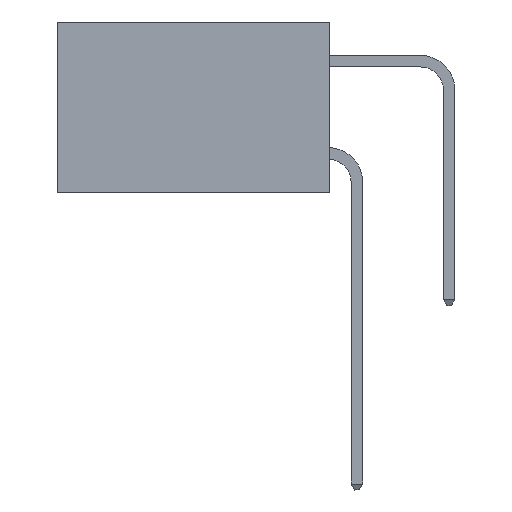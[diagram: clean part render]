
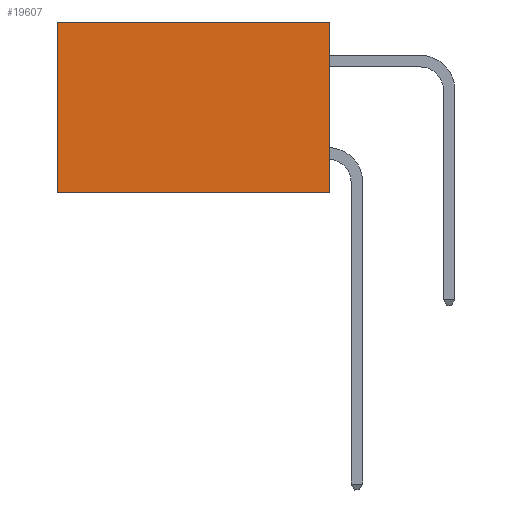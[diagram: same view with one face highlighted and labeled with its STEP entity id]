
A CAD part, left-side view. The second image highlights one B-rep face of the part: STEP entity #19607.
In plain terms, the highlighted planar face has unit normal (-1, 0, 0).
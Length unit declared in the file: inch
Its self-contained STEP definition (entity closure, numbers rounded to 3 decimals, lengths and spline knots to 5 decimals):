
#67 = EDGE_CURVE ( 'NONE', #9020, #19784, #3648, .T. ) ;
#511 = DIRECTION ( 'NONE',  ( 0., 1., 0. ) ) ;
#812 = LINE ( 'NONE', #3538, #7766 ) ;
#2314 = ORIENTED_EDGE ( 'NONE', *, *, #24776, .T. ) ;
#2740 = LINE ( 'NONE', #23415, #14483 ) ;
#3538 = CARTESIAN_POINT ( 'NONE',  ( 0.277, 0.59, -0.37 ) ) ;
#3648 = LINE ( 'NONE', #9363, #14075 ) ;
#4420 = VECTOR ( 'NONE', #19496, 39.37008 ) ;
#5051 = CARTESIAN_POINT ( 'NONE',  ( 0.277, 0., -0.37 ) ) ;
#6544 = DIRECTION ( 'NONE',  ( 1., 0., 0. ) ) ;
#6687 = CARTESIAN_POINT ( 'NONE',  ( 0.277, 0., -0.37 ) ) ;
#7766 = VECTOR ( 'NONE', #18057, 39.37008 ) ;
#8965 = EDGE_CURVE ( 'NONE', #25128, #11858, #2740, .T. ) ;
#9020 = VERTEX_POINT ( 'NONE', #17411 ) ;
#9306 = LINE ( 'NONE', #5051, #4420 ) ;
#9363 = CARTESIAN_POINT ( 'NONE',  ( 0.277, 0., 0. ) ) ;
#10740 = CARTESIAN_POINT ( 'NONE',  ( 0.277, 0.59, -0.37 ) ) ;
#11089 = DIRECTION ( 'NONE',  ( 0., 1., 0. ) ) ;
#11302 = EDGE_CURVE ( 'NONE', #9020, #25128, #9306, .T. ) ;
#11858 = VERTEX_POINT ( 'NONE', #10740 ) ;
#11934 = AXIS2_PLACEMENT_3D ( 'NONE', #18883, #6544, #20931 ) ;
#14075 = VECTOR ( 'NONE', #511, 39.37008 ) ;
#14483 = VECTOR ( 'NONE', #11089, 39.37008 ) ;
#16795 = ORIENTED_EDGE ( 'NONE', *, *, #8965, .F. ) ;
#16833 = PLANE ( 'NONE',  #11934 ) ;
#17411 = CARTESIAN_POINT ( 'NONE',  ( 0.277, 0., 0. ) ) ;
#18057 = DIRECTION ( 'NONE',  ( 0., 0., -1. ) ) ;
#18883 = CARTESIAN_POINT ( 'NONE',  ( 0.277, 0., -0.37 ) ) ;
#19416 = CARTESIAN_POINT ( 'NONE',  ( 0.277, 0.59, 0. ) ) ;
#19496 = DIRECTION ( 'NONE',  ( 0., 0., -1. ) ) ;
#19607 = ADVANCED_FACE ( 'NONE', ( #23585 ), #16833, .F. ) ;
#19784 = VERTEX_POINT ( 'NONE', #19416 ) ;
#20931 = DIRECTION ( 'NONE',  ( 0., 0., -1. ) ) ;
#22522 = ORIENTED_EDGE ( 'NONE', *, *, #67, .T. ) ;
#22909 = ORIENTED_EDGE ( 'NONE', *, *, #11302, .F. ) ;
#23415 = CARTESIAN_POINT ( 'NONE',  ( 0.277, 0., -0.37 ) ) ;
#23585 = FACE_OUTER_BOUND ( 'NONE', #26246, .T. ) ;
#24776 = EDGE_CURVE ( 'NONE', #19784, #11858, #812, .T. ) ;
#25128 = VERTEX_POINT ( 'NONE', #6687 ) ;
#26246 = EDGE_LOOP ( 'NONE', ( #2314, #16795, #22909, #22522 ) ) ;
